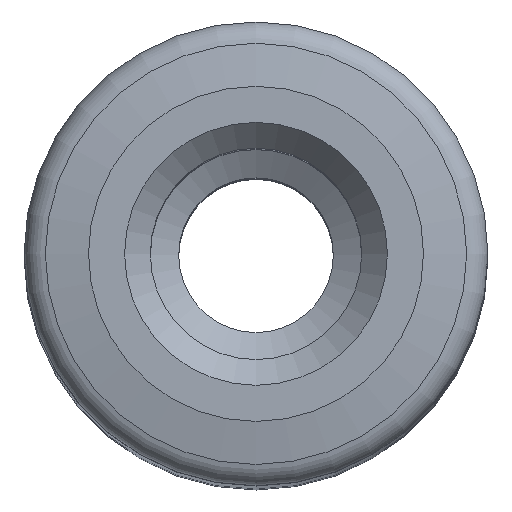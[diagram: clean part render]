
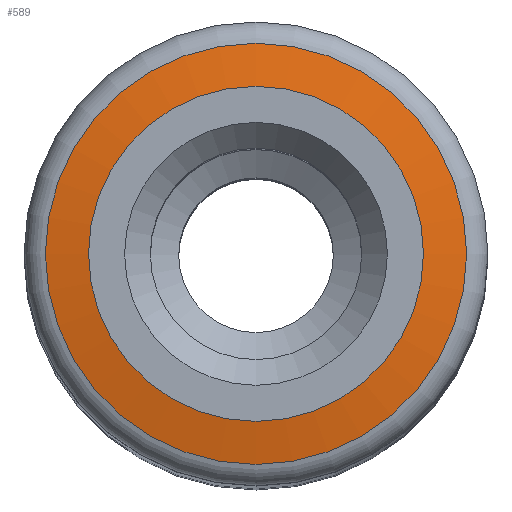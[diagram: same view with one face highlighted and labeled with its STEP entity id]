
A CAD part, top view. The second image highlights one B-rep face of the part: STEP entity #589.
In plain terms, the highlighted conical face has half-angle 80 degrees and reference radius 4.087 mm.
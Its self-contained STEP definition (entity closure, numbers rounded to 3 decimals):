
#41=CONICAL_SURFACE('',#659,4.087,80.);
#64=FACE_BOUND('',#185,.T.);
#120=FACE_OUTER_BOUND('',#184,.T.);
#184=EDGE_LOOP('',(#464));
#185=EDGE_LOOP('',(#465));
#288=CIRCLE('',#658,3.25);
#289=CIRCLE('',#660,4.087);
#344=VERTEX_POINT('',#1005);
#345=VERTEX_POINT('',#1008);
#400=EDGE_CURVE('',#344,#344,#288,.T.);
#401=EDGE_CURVE('',#345,#345,#289,.T.);
#464=ORIENTED_EDGE('',*,*,#401,.T.);
#465=ORIENTED_EDGE('',*,*,#400,.F.);
#589=ADVANCED_FACE('',(#120,#64),#41,.T.);
#658=AXIS2_PLACEMENT_3D('',#1006,#788,#789);
#659=AXIS2_PLACEMENT_3D('',#1007,#790,#791);
#660=AXIS2_PLACEMENT_3D('',#1009,#792,#793);
#788=DIRECTION('center_axis',(0.,0.,1.));
#789=DIRECTION('ref_axis',(1.,0.,0.));
#790=DIRECTION('center_axis',(0.,0.,-1.));
#791=DIRECTION('ref_axis',(1.,0.,0.));
#792=DIRECTION('center_axis',(0.,0.,1.));
#793=DIRECTION('ref_axis',(1.,0.,0.));
#1005=CARTESIAN_POINT('',(13.5,10.538,39.275));
#1006=CARTESIAN_POINT('Origin',(10.25,10.538,39.275));
#1007=CARTESIAN_POINT('Origin',(10.25,10.538,39.127));
#1008=CARTESIAN_POINT('',(14.337,10.538,39.127));
#1009=CARTESIAN_POINT('Origin',(10.25,10.538,39.127));
